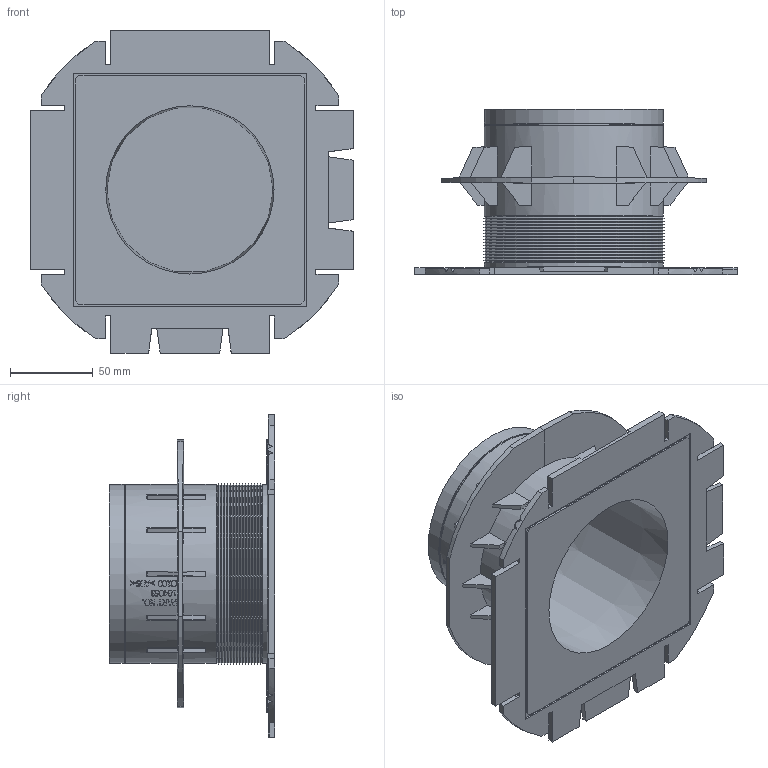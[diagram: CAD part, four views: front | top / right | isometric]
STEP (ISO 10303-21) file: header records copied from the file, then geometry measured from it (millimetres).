
FILE_DESCRIPTION(/* description */ (''),/* implementation_level */ '2;1');
FILE_NAME(/* name */ 'KOS 100_100 D=100.stp',/* time_stamp */ '2020-02-05T10:00:45+01:00',/* author */ ('se-henols'),/* organization */ (''),/* preprocessor_version */ 'ST-DEVELOPER v17.2',/* originating_system */ 'Autodesk Inventor 2019',/* authorisation */ '');
FILE_SCHEMA (('AUTOMOTIVE_DESIGN { 1 0 10303 214 3 1 1 }'));
Length unit declared in the file: millimetre
Products named in the file (2): Assembly2; Assembly2_Substitute_1
Assembly tree (1 placements, depth 2):
  Assembly2
    Assembly2_Substitute_1
Bounding box: 194.9 x 100 x 194.9 mm (x, y, z)
Volume: 291406.7 mm3; surface area: 172289.9 mm2
Topology: 1 solids, 1 shells, 484 faces, 1334 edges, 878 vertices
Faces by surface type: plane 330, bspline 82, cone 41, cylinder 31
Full cylindrical faces by diameter (mm): 107.3 x1, 108.3 x4
Entity records: 18280 total; most frequent: CARTESIAN_POINT 5735, ORIENTED_EDGE 2668, DIRECTION 2243, EDGE_CURVE 1334, VERTEX_POINT 878, LINE 861, VECTOR 861, AXIS2_PLACEMENT_3D 691
